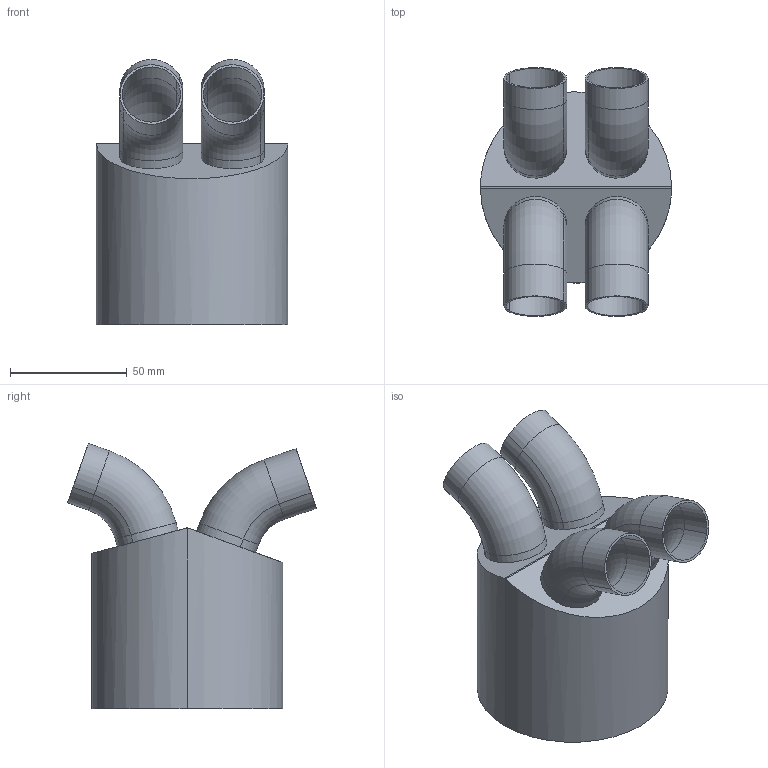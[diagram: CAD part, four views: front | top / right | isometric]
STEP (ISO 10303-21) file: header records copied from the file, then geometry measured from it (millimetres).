
FILE_DESCRIPTION(('CATIA V5 STEP Exchange'),'2;1');
FILE_NAME('15deg_new.stp','2018-02-24T07:47:18+00:00',('none'),('none'),'CATIA Version 5 Release 20 GA (IN-10)','CATIA V5 STEP AP203','none');
FILE_SCHEMA(('CONFIG_CONTROL_DESIGN'));
Length unit declared in the file: millimetre
Products named in the file (1): Product1
Assembly tree (6 placements, depth 2):
  Product1
    #58
    #1800  x4
    #2039
Bounding box: 82 x 106.71 x 113.67 mm (x, y, z)
Volume: 50650.4 mm3; surface area: 86961.4 mm2
Topology: 6 solids, 6 shells, 108 faces, 220 edges, 131 vertices
Faces by surface type: cylinder 51, plane 19, torus 16, cone 12, revolution 10
Entity records: 2268 total; most frequent: CARTESIAN_POINT 453, ORIENTED_EDGE 350, DIRECTION 309, AXIS2_PLACEMENT_3D 183, EDGE_CURVE 175, CIRCLE 114, VERTEX_POINT 103, EDGE_LOOP 98
